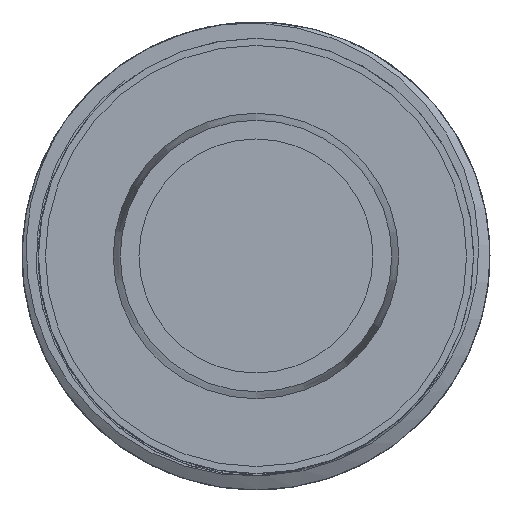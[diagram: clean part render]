
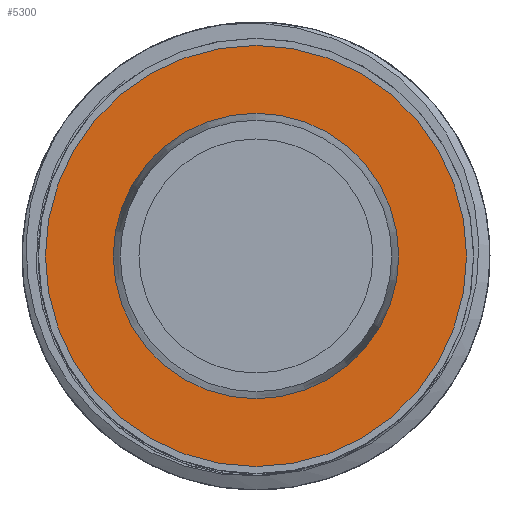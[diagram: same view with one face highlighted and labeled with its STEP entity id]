
A CAD part, left-side view. The second image highlights one B-rep face of the part: STEP entity #5300.
In plain terms, the highlighted face is planar.
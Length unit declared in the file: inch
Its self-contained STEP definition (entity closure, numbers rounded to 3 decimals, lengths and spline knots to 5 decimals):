
#787 = CARTESIAN_POINT ( 'NONE',  ( 0.17717, 0., 0. ) ) ;
#998 = DIRECTION ( 'NONE',  ( 0., 0., -1. ) ) ;
#2400 = EDGE_CURVE ( 'NONE', #11207, #11207, #15779, .T. ) ;
#2725 = CIRCLE ( 'NONE', #14620, 0.1122 ) ;
#2728 = CARTESIAN_POINT ( 'NONE',  ( 0., 0., -0.1122 ) ) ;
#2782 = EDGE_LOOP ( 'NONE', ( #8840 ) ) ;
#3540 = FACE_OUTER_BOUND ( 'NONE', #2782, .T. ) ;
#4083 = VERTEX_POINT ( 'NONE', #2728 ) ;
#5300 = ADVANCED_FACE ( 'NONE', ( #7436, #3540 ), #15133, .T. ) ;
#6061 = AXIS2_PLACEMENT_3D ( 'NONE', #9810, #12588, #998 ) ;
#7436 = FACE_BOUND ( 'NONE', #15060, .T. ) ;
#8840 = ORIENTED_EDGE ( 'NONE', *, *, #2400, .F. ) ;
#8974 = CARTESIAN_POINT ( 'NONE',  ( 0., 0., 0. ) ) ;
#9810 = CARTESIAN_POINT ( 'NONE',  ( -0.17929, 0., 0.17929 ) ) ;
#10106 = AXIS2_PLACEMENT_3D ( 'NONE', #10401, #11507, #14202 ) ;
#10401 = CARTESIAN_POINT ( 'NONE',  ( 0., 0., 0. ) ) ;
#11207 = VERTEX_POINT ( 'NONE', #787 ) ;
#11507 = DIRECTION ( 'NONE',  ( 0., 1., 0. ) ) ;
#11524 = EDGE_CURVE ( 'NONE', #4083, #4083, #2725, .T. ) ;
#12588 = DIRECTION ( 'NONE',  ( 0., -1., 0. ) ) ;
#12622 = DIRECTION ( 'NONE',  ( 0., 1., 0. ) ) ;
#13972 = DIRECTION ( 'NONE',  ( 0., 0., -1. ) ) ;
#14202 = DIRECTION ( 'NONE',  ( 1., 0., 0. ) ) ;
#14258 = ORIENTED_EDGE ( 'NONE', *, *, #11524, .T. ) ;
#14620 = AXIS2_PLACEMENT_3D ( 'NONE', #8974, #12622, #13972 ) ;
#15060 = EDGE_LOOP ( 'NONE', ( #14258 ) ) ;
#15133 = PLANE ( 'NONE',  #6061 ) ;
#15779 = CIRCLE ( 'NONE', #10106, 0.17717 ) ;
